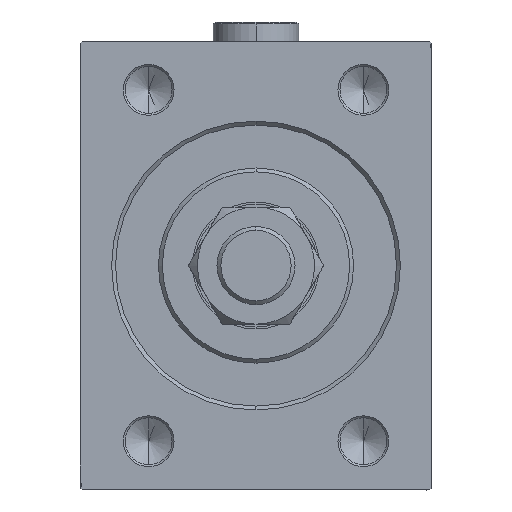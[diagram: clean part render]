
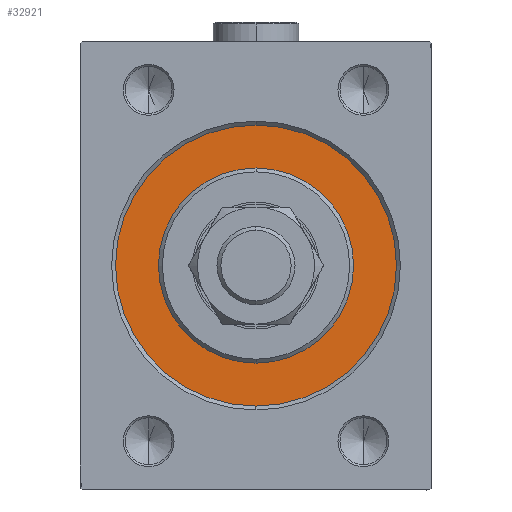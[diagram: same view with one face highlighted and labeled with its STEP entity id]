
A CAD part, left-side view. The second image highlights one B-rep face of the part: STEP entity #32921.
In plain terms, the highlighted face is planar.
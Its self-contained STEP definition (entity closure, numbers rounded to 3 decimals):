
#181 = EDGE_CURVE ( 'NONE', #6308, #8376, #2040, .T. ) ;
#2040 = CIRCLE ( 'NONE', #31113, 36. ) ;
#2081 = CARTESIAN_POINT ( 'NONE',  ( 0., 0., -36. ) ) ;
#2921 = PLANE ( 'NONE',  #4611 ) ;
#3148 = FACE_OUTER_BOUND ( 'NONE', #5065, .T. ) ;
#3464 = CARTESIAN_POINT ( 'NONE',  ( 0., 0., 0. ) ) ;
#3526 = CARTESIAN_POINT ( 'NONE',  ( 0., 0., 36. ) ) ;
#3645 = DIRECTION ( 'NONE',  ( 1., 0., 0. ) ) ;
#3765 = AXIS2_PLACEMENT_3D ( 'NONE', #3464, #17810, #7061 ) ;
#4611 = AXIS2_PLACEMENT_3D ( 'NONE', #47154, #36161, #18439 ) ;
#5065 = EDGE_LOOP ( 'NONE', ( #29290, #28966 ) ) ;
#5586 = DIRECTION ( 'NONE',  ( 0., 0., 1. ) ) ;
#6308 = VERTEX_POINT ( 'NONE', #3526 ) ;
#7061 = DIRECTION ( 'NONE',  ( 0., 0., -1. ) ) ;
#8376 = VERTEX_POINT ( 'NONE', #2081 ) ;
#10224 = CIRCLE ( 'NONE', #20157, 36. ) ;
#16865 = CARTESIAN_POINT ( 'NONE',  ( 0., 0., 0. ) ) ;
#17810 = DIRECTION ( 'NONE',  ( 1., 0., 0. ) ) ;
#18439 = DIRECTION ( 'NONE',  ( 0., 0., 1. ) ) ;
#18894 = CIRCLE ( 'NONE', #28094, 25. ) ;
#20157 = AXIS2_PLACEMENT_3D ( 'NONE', #34771, #38355, #5586 ) ;
#20421 = EDGE_CURVE ( 'NONE', #28116, #34447, #18894, .T. ) ;
#20798 = EDGE_LOOP ( 'NONE', ( #35869, #36455 ) ) ;
#21103 = FACE_BOUND ( 'NONE', #20798, .T. ) ;
#28094 = AXIS2_PLACEMENT_3D ( 'NONE', #36421, #3645, #32354 ) ;
#28116 = VERTEX_POINT ( 'NONE', #36004 ) ;
#28966 = ORIENTED_EDGE ( 'NONE', *, *, #181, .F. ) ;
#29024 = EDGE_CURVE ( 'NONE', #34447, #28116, #37373, .T. ) ;
#29290 = ORIENTED_EDGE ( 'NONE', *, *, #36430, .F. ) ;
#31113 = AXIS2_PLACEMENT_3D ( 'NONE', #16865, #43164, #39102 ) ;
#32354 = DIRECTION ( 'NONE',  ( 0., 0., -1. ) ) ;
#32921 = ADVANCED_FACE ( 'NONE', ( #21103, #3148 ), #2921, .F. ) ;
#34447 = VERTEX_POINT ( 'NONE', #42484 ) ;
#34771 = CARTESIAN_POINT ( 'NONE',  ( 0., 0., 0. ) ) ;
#35869 = ORIENTED_EDGE ( 'NONE', *, *, #20421, .F. ) ;
#36004 = CARTESIAN_POINT ( 'NONE',  ( 0., 0., 25. ) ) ;
#36161 = DIRECTION ( 'NONE',  ( -1., 0., 0. ) ) ;
#36421 = CARTESIAN_POINT ( 'NONE',  ( 0., 0., 0. ) ) ;
#36430 = EDGE_CURVE ( 'NONE', #8376, #6308, #10224, .T. ) ;
#36455 = ORIENTED_EDGE ( 'NONE', *, *, #29024, .F. ) ;
#37373 = CIRCLE ( 'NONE', #3765, 25. ) ;
#38355 = DIRECTION ( 'NONE',  ( -1., 0., 0. ) ) ;
#39102 = DIRECTION ( 'NONE',  ( 0., 0., 1. ) ) ;
#42484 = CARTESIAN_POINT ( 'NONE',  ( 0., 0., -25. ) ) ;
#43164 = DIRECTION ( 'NONE',  ( -1., 0., 0. ) ) ;
#47154 = CARTESIAN_POINT ( 'NONE',  ( 0., 0., 0. ) ) ;
